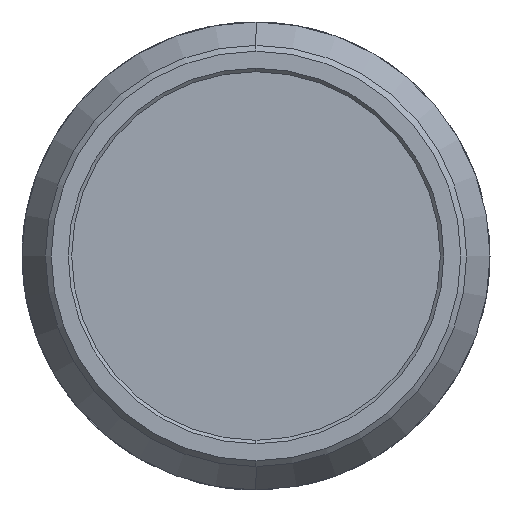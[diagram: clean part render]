
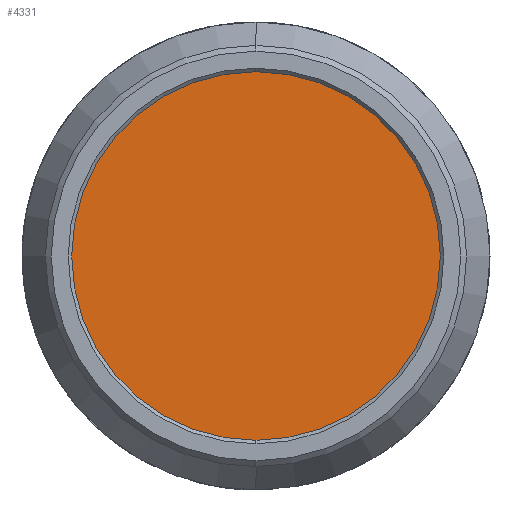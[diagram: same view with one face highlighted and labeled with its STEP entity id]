
A CAD part, left-side view. The second image highlights one B-rep face of the part: STEP entity #4331.
In plain terms, the highlighted planar face has unit normal (-1, 0, 0).
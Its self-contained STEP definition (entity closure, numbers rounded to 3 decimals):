
#56 = AXIS2_PLACEMENT_3D ( 'NONE', #1683, #6838, #505 ) ;
#125 = CARTESIAN_POINT ( 'NONE',  ( 1.394, 0., 0. ) ) ;
#195 = CARTESIAN_POINT ( 'NONE',  ( 1.394, 0., -15.75 ) ) ;
#505 = DIRECTION ( 'NONE',  ( 0., 0., 1. ) ) ;
#687 = DIRECTION ( 'NONE',  ( 1., 0., 0. ) ) ;
#1123 = CARTESIAN_POINT ( 'NONE',  ( 1.394, 0., 15.75 ) ) ;
#1419 = CIRCLE ( 'NONE', #7202, 15.75 ) ;
#1683 = CARTESIAN_POINT ( 'NONE',  ( 1.394, 0., 0. ) ) ;
#2764 = CARTESIAN_POINT ( 'NONE',  ( 1.394, 0., 0. ) ) ;
#3090 = VERTEX_POINT ( 'NONE', #195 ) ;
#3557 = ORIENTED_EDGE ( 'NONE', *, *, #6072, .F. ) ;
#3598 = DIRECTION ( 'NONE',  ( 0., 0., 1. ) ) ;
#3848 = DIRECTION ( 'NONE',  ( 0., 0., 1. ) ) ;
#4149 = AXIS2_PLACEMENT_3D ( 'NONE', #2764, #5076, #3848 ) ;
#4331 = ADVANCED_FACE ( 'NONE', ( #5636 ), #5051, .T. ) ;
#4381 = VERTEX_POINT ( 'NONE', #1123 ) ;
#4945 = ORIENTED_EDGE ( 'NONE', *, *, #6281, .F. ) ;
#5051 = PLANE ( 'NONE',  #56 ) ;
#5076 = DIRECTION ( 'NONE',  ( 1., 0., 0. ) ) ;
#5636 = FACE_OUTER_BOUND ( 'NONE', #5690, .T. ) ;
#5690 = EDGE_LOOP ( 'NONE', ( #3557, #4945 ) ) ;
#6072 = EDGE_CURVE ( 'NONE', #4381, #3090, #6515, .T. ) ;
#6281 = EDGE_CURVE ( 'NONE', #3090, #4381, #1419, .T. ) ;
#6515 = CIRCLE ( 'NONE', #4149, 15.75 ) ;
#6838 = DIRECTION ( 'NONE',  ( -1., 0., 0. ) ) ;
#7202 = AXIS2_PLACEMENT_3D ( 'NONE', #125, #687, #3598 ) ;
